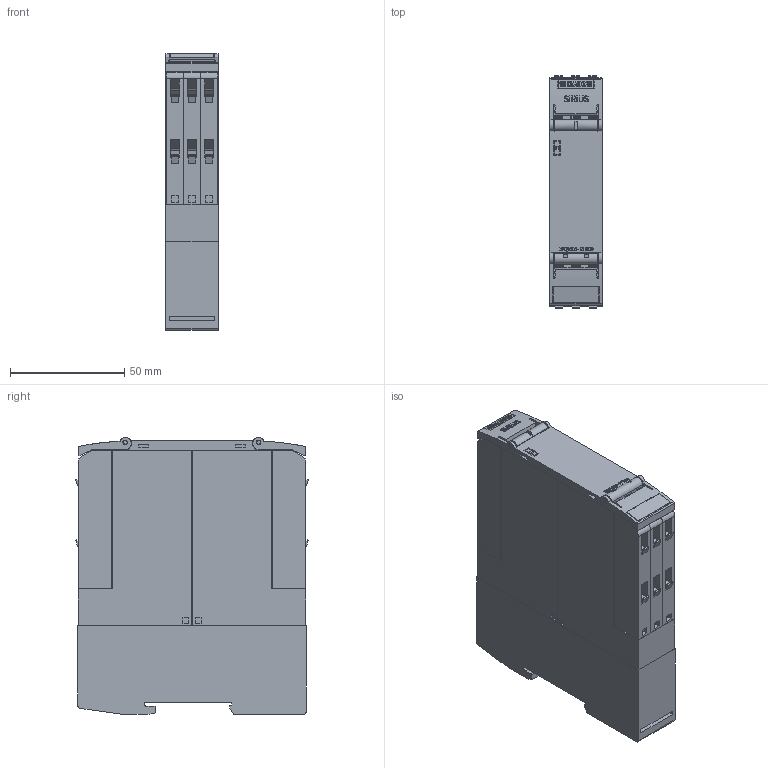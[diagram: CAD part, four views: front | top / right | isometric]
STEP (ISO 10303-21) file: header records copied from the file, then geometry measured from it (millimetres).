
FILE_DESCRIPTION(('STEP AP214'),'1');
FILE_NAME('cctmp_DAB03300-4AEB-44B8-86BF-62B48135A161_2023_07_21_09_53_58_0193..stp','2023-07-21T07:53:59',('SIEMENS A&D'),('CADClick - www.CADClick.com'),'Spatial InterOp 3D postprocessed',' ','unknown authorization');
FILE_SCHEMA(('AUTOMOTIVE_DESIGN'));
Length unit declared in the file: millimetre
Products named in the file (1): 2023_07_21_09_53_58_0157
Bounding box: 22.8 x 101.96 x 121.42 mm (x, y, z)
Volume: 258466.9 mm3; surface area: 59408.5 mm2
Topology: 1 solids, 1 shells, 1591 faces, 4501 edges, 2986 vertices
Faces by surface type: plane 1366, cylinder 209, torus 16
Entity records: 56261 total; most frequent: CARTESIAN_POINT 9637, ORIENTED_EDGE 8986, DIRECTION 8174, EDGE_CURVE 4493, LINE 3904, VECTOR 3904, VERTEX_POINT 2986, AXIS2_PLACEMENT_3D 2135
